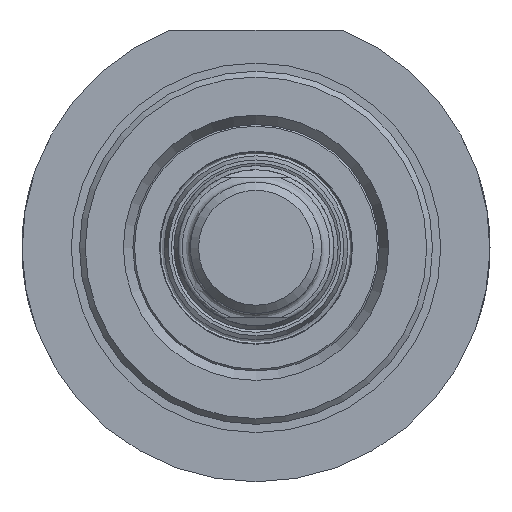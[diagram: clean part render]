
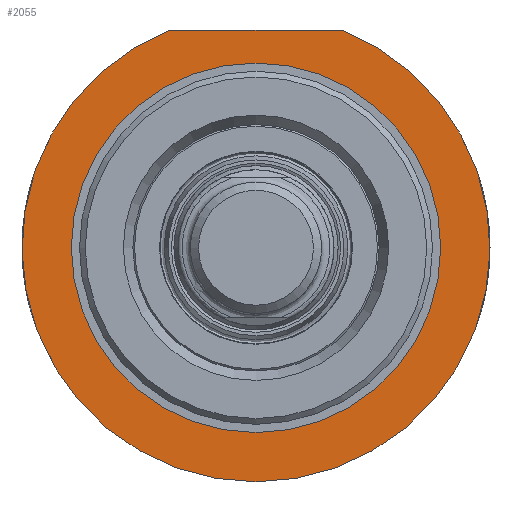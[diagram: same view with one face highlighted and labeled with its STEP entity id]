
A CAD part, front view. The second image highlights one B-rep face of the part: STEP entity #2055.
In plain terms, the highlighted planar face has unit normal (0, -1, 0).
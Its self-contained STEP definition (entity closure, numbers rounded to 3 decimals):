
#2020=CARTESIAN_POINT('',(0.,-83.25,2.273));
#2021=DIRECTION('',(0.0,-1.0,0.0));
#2022=DIRECTION('',(0.0,0.0,-1.0));
#2023=AXIS2_PLACEMENT_3D('',#2020,#2021,#2022);
#2024=PLANE('',#2023);
#2025=CARTESIAN_POINT('',(-10.488,-83.25,26.5));
#2026=VERTEX_POINT('',#2025);
#2027=CARTESIAN_POINT('',(10.488,-83.25,26.5));
#2028=VERTEX_POINT('',#2027);
#2029=CARTESIAN_POINT('',(-10.488,-83.25,26.5));
#2030=DIRECTION('',(1.0,0.0,0.0));
#2031=VECTOR('',#2030,20.976);
#2032=LINE('',#2029,#2031);
#2033=EDGE_CURVE('',#2026,#2028,#2032,.T.);
#2034=ORIENTED_EDGE('',*,*,#2033,.F.);
#2035=CARTESIAN_POINT('',(0.0,-83.25,0.0));
#2036=DIRECTION('',(0.0,1.0,0.0));
#2037=DIRECTION('',(-0.368,0.0,0.93));
#2038=AXIS2_PLACEMENT_3D('',#2035,#2036,#2037);
#2039=CIRCLE('',#2038,28.5);
#2040=EDGE_CURVE('',#2028,#2026,#2039,.T.);
#2041=ORIENTED_EDGE('',*,*,#2040,.F.);
#2042=EDGE_LOOP('',(#2034,#2041));
#2043=FACE_OUTER_BOUND('',#2042,.T.);
#2044=CARTESIAN_POINT('',(0.0,-83.25,22.5));
#2045=VERTEX_POINT('',#2044);
#2046=CARTESIAN_POINT('',(0.0,-83.25,0.0));
#2047=DIRECTION('',(0.0,1.0,0.0));
#2048=DIRECTION('',(0.0,0.0,1.0));
#2049=AXIS2_PLACEMENT_3D('',#2046,#2047,#2048);
#2050=CIRCLE('',#2049,22.5);
#2051=EDGE_CURVE('',#2045,#2045,#2050,.T.);
#2052=ORIENTED_EDGE('',*,*,#2051,.T.);
#2053=EDGE_LOOP('',(#2052));
#2054=FACE_BOUND('',#2053,.T.);
#2055=ADVANCED_FACE('',(#2043,#2054),#2024,.T.);
